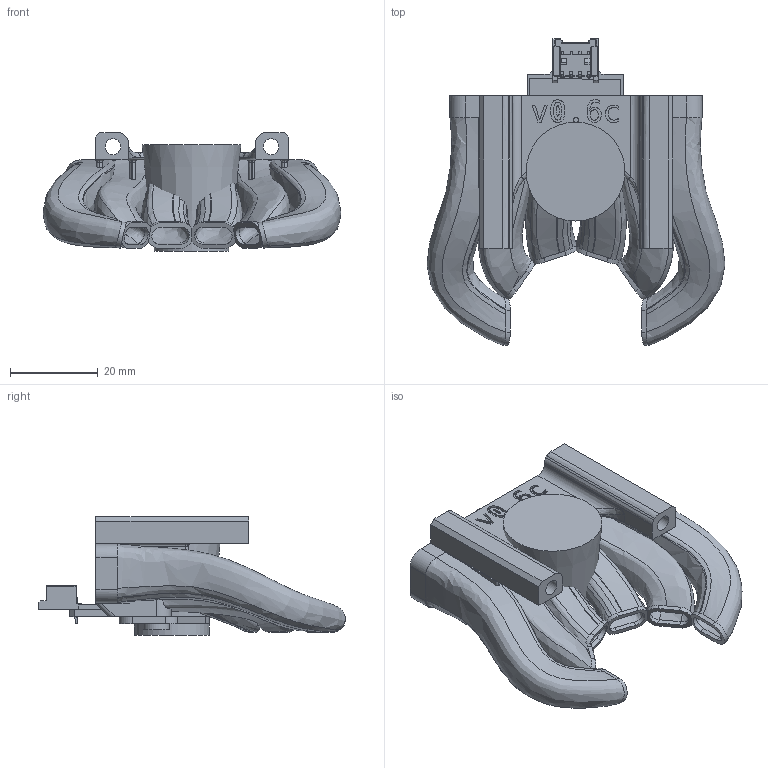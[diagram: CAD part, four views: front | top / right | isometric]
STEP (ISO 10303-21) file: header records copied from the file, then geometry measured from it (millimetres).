
FILE_DESCRIPTION(/* description */ (''),/* implementation_level */ '2;1');
FILE_NAME(/* name */ 'kraken_beacon.step',/* time_stamp */ '2024-04-30T12:20:13-05:00',/* author */ (''),/* organization */ (''),/* preprocessor_version */ 'ST-DEVELOPER v20',/* originating_system */ 'Autodesk Translation Framework v12.20.1.177',/* authorisation */ '');
FILE_SCHEMA (('AUTOMOTIVE_DESIGN { 1 0 10303 214 3 1 1 }'));
Products named in the file (11): Beacon; kraken; Hardware; Beacon Hardware; PN596; Beacon Assembly; Controller_PCB; Coil_PCB; Clearances; Fasteners (2); BN 1206 3555982 hex socket head cap screw M3x4
Assembly tree (12 placements, depth 6):
  Beacon
    kraken
    Hardware
      Beacon Hardware
        PN596  x2
        Beacon Assembly
          Controller_PCB
          Coil_PCB
          Clearances
          Fasteners (2)
            BN 1206 3555982 hex socket head cap screw M3x4  x2
Bounding box: 67.82 x 69.8 x 27.02 mm (x, y, z)
Volume: 22467.5 mm3; surface area: 26431 mm2
Topology: 10 solids, 10 shells, 1053 faces, 2880 edges, 1872 vertices
Faces by surface type: plane 388, bspline 347, cylinder 261, torus 34, cone 23
Full cylindrical faces by diameter (mm): 0.9 x4, 1.02 x9, 2.529 x5, 2.9 x2, 3 x2, 3.086 x2, 3.4 x2, 3.6 x2, 4.2 x2, 4.25 x2, 4.6 x2, 4.7 x4, 6 x2, 17 x1
Entity records: 45053 total; most frequent: CARTESIAN_POINT 23048, ORIENTED_EDGE 5000, DIRECTION 3752, EDGE_CURVE 2500, VERTEX_POINT 1626, AXIS2_PLACEMENT_3D 1261, LINE 1230, VECTOR 1230
